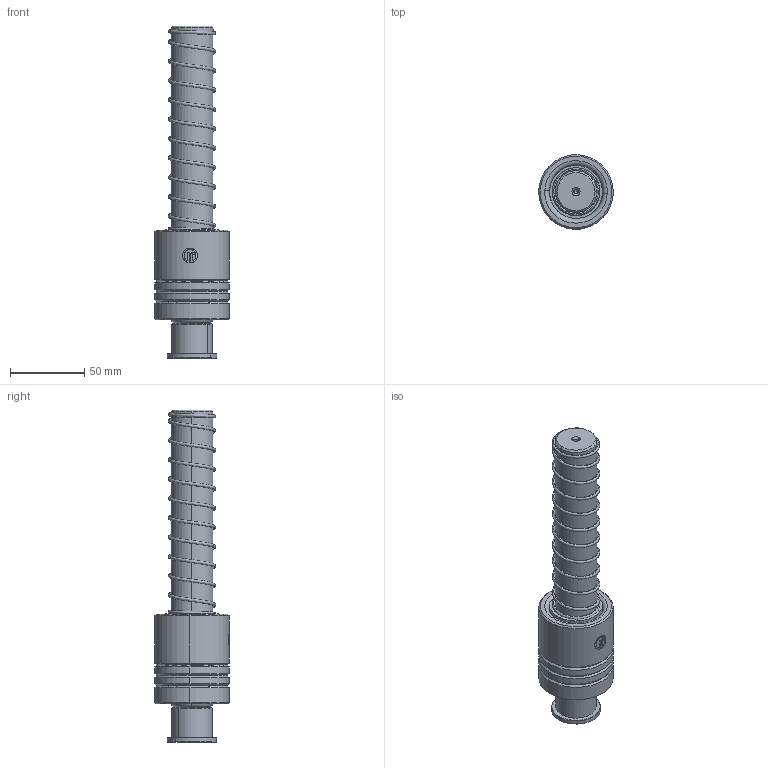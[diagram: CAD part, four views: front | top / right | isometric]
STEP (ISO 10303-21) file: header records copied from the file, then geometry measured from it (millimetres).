
FILE_DESCRIPTION (( 'STEP AP214' ), '1' );
FILE_NAME ('LKSH LKJH-D28-L200(BL-60).STEP', '2021-08-09T07:45:55', ( '' ), ( '' ), 'SwSTEP 2.0', 'SolidWorks 2016', '' );
FILE_SCHEMA (( 'AUTOMOTIVE_DESIGN' ));
Length unit declared in the file: millimetre
Products named in the file (246): BALL-D4; LKSH LKJH-D28-L200(BL-60); BSH-35.5-28.5-L60; HWP-D31.3-d28.5-L130; DSPK-D28-L200; TBB-D50-d36-L60; BSH-D35.5-28.5-L60郪蚾; GTK-D33-d27
Assembly tree (240 placements, depth 3):
  BALL-D4
  BALL-D4
  BALL-D4
  BALL-D4
  BALL-D4
Bounding box: 49.93 x 49.96 x 223 mm (x, y, z)
Volume: 210404.7 mm3; surface area: 82290.3 mm2
Topology: 236 solids, 236 shells, 1057 faces, 4522 edges, 2998 vertices
Faces by surface type: sphere 924, cone 46, cylinder 36, plane 21, torus 16, bspline 14
Entity records: 51003 total; most frequent: CARTESIAN_POINT 31191, ORIENTED_EDGE 3482, DIRECTION 2991, EDGE_CURVE 1741, AXIS2_PLACEMENT_3D 1437, VERTEX_POINT 1138, EDGE_LOOP 1047, B_SPLINE_CURVE_WITH_KNOTS 1019
